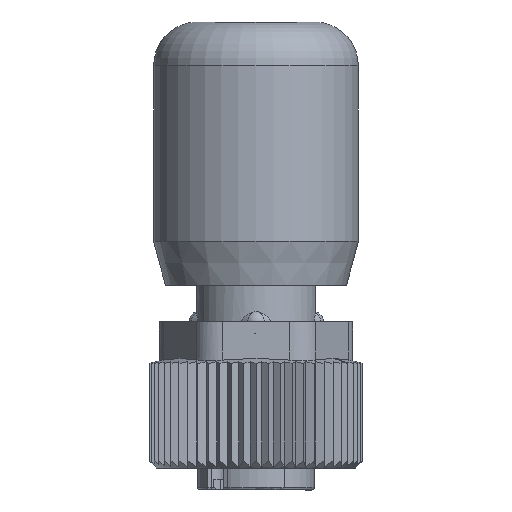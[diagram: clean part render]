
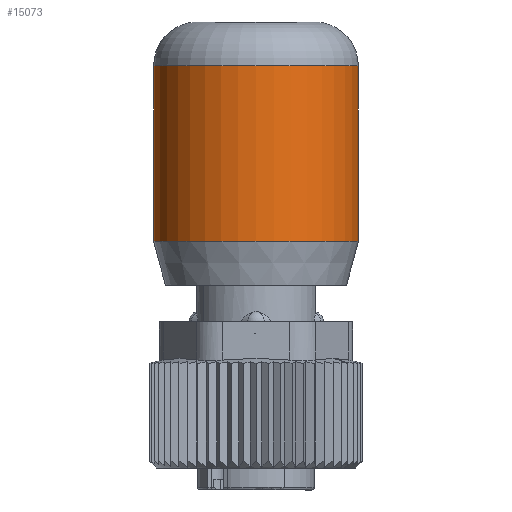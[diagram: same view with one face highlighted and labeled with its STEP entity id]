
A CAD part, front view. The second image highlights one B-rep face of the part: STEP entity #15073.
In plain terms, the highlighted cylindrical face has radius 7 mm (diameter 14 mm), a partial arc.
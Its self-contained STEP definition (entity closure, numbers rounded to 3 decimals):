
#14798=AXIS2_PLACEMENT_3D('Cylinder Axis2P3D',#14795,#14796,#14797) ;
#15033=AXIS2_PLACEMENT_3D('Circle Axis2P3D',#15031,#15032,$) ;
#15064=AXIS2_PLACEMENT_3D('Circle Axis2P3D',#15062,#15063,$) ;
#14795=CARTESIAN_POINT('Axis2P3D Location',(7.261,7.3,25.)) ;
#14804=CARTESIAN_POINT('Vertex',(14.261,7.3,29.)) ;
#14807=CARTESIAN_POINT('Line Origine',(14.261,7.3,25.)) ;
#14811=CARTESIAN_POINT('Vertex',(14.261,7.3,17.)) ;
#14818=CARTESIAN_POINT('Vertex',(0.261,7.3,17.)) ;
#14821=CARTESIAN_POINT('Line Origine',(0.261,7.3,25.)) ;
#14825=CARTESIAN_POINT('Vertex',(0.261,7.3,29.)) ;
#15031=CARTESIAN_POINT('Axis2P3D Location',(7.261,7.3,17.)) ;
#15062=CARTESIAN_POINT('Axis2P3D Location',(7.261,7.3,29.)) ;
#14796=DIRECTION('Axis2P3D Direction',(0.,0.,1.)) ;
#14797=DIRECTION('Axis2P3D XDirection',(1.,0.,0.)) ;
#14808=DIRECTION('Vector Direction',(0.,0.,1.)) ;
#14822=DIRECTION('Vector Direction',(0.,0.,1.)) ;
#15032=DIRECTION('Axis2P3D Direction',(0.,0.,1.)) ;
#15063=DIRECTION('Axis2P3D Direction',(0.,0.,1.)) ;
#14809=VECTOR('Line Direction',#14808,1.) ;
#14823=VECTOR('Line Direction',#14822,1.) ;
#15068=ORIENTED_EDGE('',*,*,#14813,.T.) ;
#15069=ORIENTED_EDGE('',*,*,#15066,.F.) ;
#15070=ORIENTED_EDGE('',*,*,#14827,.F.) ;
#15071=ORIENTED_EDGE('',*,*,#15035,.T.) ;
#15073=ADVANCED_FACE('Hauptk\X2\00F6\X0\rper',(#15072),#14799,.T.) ;
#15034=CIRCLE('generated circle',#15033,7.) ;
#15065=CIRCLE('generated circle',#15064,7.) ;
#14799=CYLINDRICAL_SURFACE('generated cylinder',#14798,7.) ;
#14813=EDGE_CURVE('',#14812,#14805,#14810,.T.) ;
#14827=EDGE_CURVE('',#14819,#14826,#14824,.T.) ;
#15035=EDGE_CURVE('',#14819,#14812,#15034,.T.) ;
#15066=EDGE_CURVE('',#14826,#14805,#15065,.T.) ;
#15067=EDGE_LOOP('',(#15068,#15069,#15070,#15071)) ;
#15072=FACE_OUTER_BOUND('',#15067,.T.) ;
#14810=LINE('Line',#14807,#14809) ;
#14824=LINE('Line',#14821,#14823) ;
#14805=VERTEX_POINT('',#14804) ;
#14812=VERTEX_POINT('',#14811) ;
#14819=VERTEX_POINT('',#14818) ;
#14826=VERTEX_POINT('',#14825) ;
